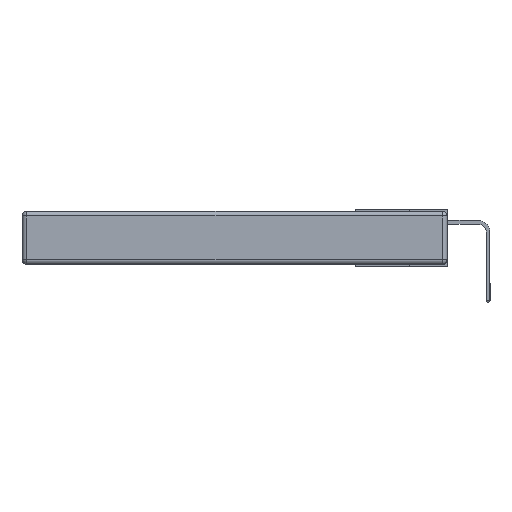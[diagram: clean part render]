
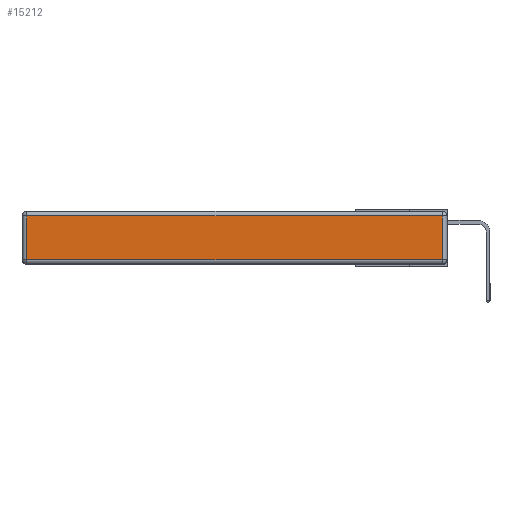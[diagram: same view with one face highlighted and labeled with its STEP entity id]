
A CAD part, left-side view. The second image highlights one B-rep face of the part: STEP entity #15212.
In plain terms, the highlighted planar face has unit normal (-1, 0, 0).
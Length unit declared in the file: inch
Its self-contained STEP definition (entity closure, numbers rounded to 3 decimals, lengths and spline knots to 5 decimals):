
#829 = DIRECTION ( 'NONE',  ( 0., 0., 1. ) ) ;
#1341 = VERTEX_POINT ( 'NONE', #25437 ) ;
#2676 = EDGE_CURVE ( 'NONE', #14829, #20353, #14659, .T. ) ;
#3118 = EDGE_LOOP ( 'NONE', ( #13012, #7587, #10708, #21215 ) ) ;
#4231 = CARTESIAN_POINT ( 'NONE',  ( 0., 0., -0.343 ) ) ;
#4497 = VECTOR ( 'NONE', #20278, 39.37008 ) ;
#4698 = EDGE_CURVE ( 'NONE', #20353, #26519, #7313, .T. ) ;
#7186 = DIRECTION ( 'NONE',  ( 0., 0., -1. ) ) ;
#7212 = CARTESIAN_POINT ( 'NONE',  ( 0., 0.03, -0.343 ) ) ;
#7313 = LINE ( 'NONE', #20806, #14802 ) ;
#7587 = ORIENTED_EDGE ( 'NONE', *, *, #9060, .T. ) ;
#8290 = AXIS2_PLACEMENT_3D ( 'NONE', #4231, #16188, #28047 ) ;
#9060 = EDGE_CURVE ( 'NONE', #1341, #14829, #24953, .T. ) ;
#10496 = CARTESIAN_POINT ( 'NONE',  ( 0., 2.75, -0.03 ) ) ;
#10708 = ORIENTED_EDGE ( 'NONE', *, *, #2676, .T. ) ;
#13012 = ORIENTED_EDGE ( 'NONE', *, *, #18346, .T. ) ;
#14659 = LINE ( 'NONE', #10496, #4497 ) ;
#14802 = VECTOR ( 'NONE', #7186, 39.37008 ) ;
#14829 = VERTEX_POINT ( 'NONE', #14930 ) ;
#14930 = CARTESIAN_POINT ( 'NONE',  ( 0., 0.03, -0.03 ) ) ;
#15212 = ADVANCED_FACE ( 'NONE', ( #30548 ), #18490, .T. ) ;
#16188 = DIRECTION ( 'NONE',  ( -1., 0., 0. ) ) ;
#16482 = CARTESIAN_POINT ( 'NONE',  ( 0., 2.72, -0.03 ) ) ;
#16709 = VECTOR ( 'NONE', #22528, 39.37008 ) ;
#18346 = EDGE_CURVE ( 'NONE', #26519, #1341, #21954, .T. ) ;
#18490 = PLANE ( 'NONE',  #8290 ) ;
#20278 = DIRECTION ( 'NONE',  ( 0., 1., 0. ) ) ;
#20353 = VERTEX_POINT ( 'NONE', #16482 ) ;
#20806 = CARTESIAN_POINT ( 'NONE',  ( 0., 2.72, -0.343 ) ) ;
#21215 = ORIENTED_EDGE ( 'NONE', *, *, #4698, .T. ) ;
#21954 = LINE ( 'NONE', #29957, #16709 ) ;
#22528 = DIRECTION ( 'NONE',  ( 0., -1., 0. ) ) ;
#22743 = VECTOR ( 'NONE', #829, 39.37008 ) ;
#24953 = LINE ( 'NONE', #7212, #22743 ) ;
#25437 = CARTESIAN_POINT ( 'NONE',  ( 0., 0.03, -0.313 ) ) ;
#26519 = VERTEX_POINT ( 'NONE', #29102 ) ;
#28047 = DIRECTION ( 'NONE',  ( 0., 0., 1. ) ) ;
#29102 = CARTESIAN_POINT ( 'NONE',  ( 0., 2.72, -0.313 ) ) ;
#29957 = CARTESIAN_POINT ( 'NONE',  ( 0., 0., -0.313 ) ) ;
#30548 = FACE_OUTER_BOUND ( 'NONE', #3118, .T. ) ;
